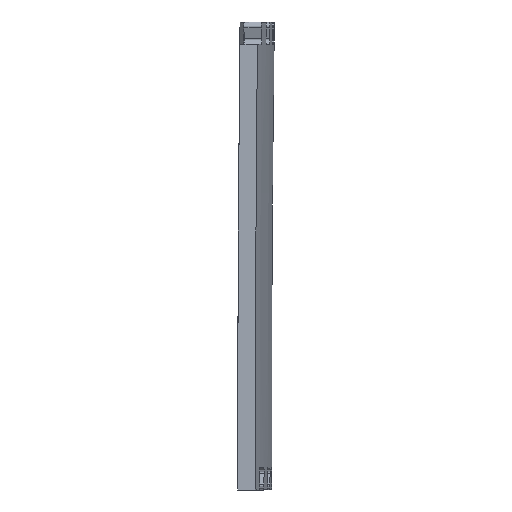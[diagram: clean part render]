
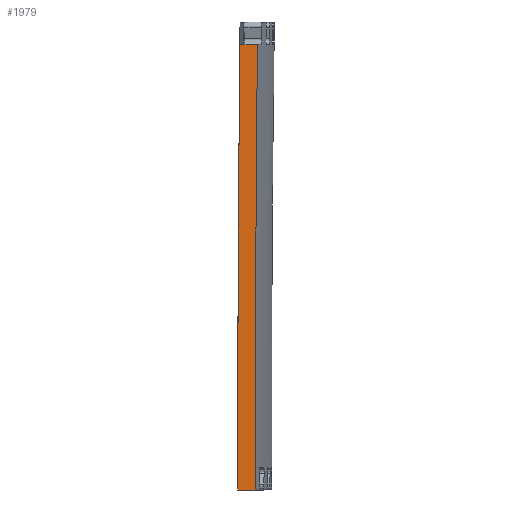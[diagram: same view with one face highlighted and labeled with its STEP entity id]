
A CAD part, left-side view. The second image highlights one B-rep face of the part: STEP entity #1979.
In plain terms, the highlighted planar face has unit normal (-1, 0, 0).
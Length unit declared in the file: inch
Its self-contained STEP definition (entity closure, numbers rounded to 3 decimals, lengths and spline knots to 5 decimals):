
#25=CIRCLE('',#2111,1000.);
#26=CIRCLE('',#2112,1000.3937);
#124=FACE_OUTER_BOUND('',#233,.T.);
#233=EDGE_LOOP('',(#1422,#1423,#1424,#1425));
#311=LINE('',#2795,#417);
#344=LINE('',#3512,#450);
#417=VECTOR('',#2219,0.3937);
#450=VECTOR('',#2320,0.3937);
#738=VERTEX_POINT('',#2785);
#739=VERTEX_POINT('',#2790);
#804=VERTEX_POINT('',#3509);
#805=VERTEX_POINT('',#3511);
#963=EDGE_CURVE('',#738,#739,#311,.T.);
#1060=EDGE_CURVE('',#739,#804,#25,.T.);
#1061=EDGE_CURVE('',#804,#805,#344,.T.);
#1062=EDGE_CURVE('',#738,#805,#26,.T.);
#1422=ORIENTED_EDGE('',*,*,#963,.T.);
#1423=ORIENTED_EDGE('',*,*,#1060,.T.);
#1424=ORIENTED_EDGE('',*,*,#1061,.T.);
#1425=ORIENTED_EDGE('',*,*,#1062,.F.);
#1901=PLANE('',#2110);
#1979=ADVANCED_FACE('',(#124),#1901,.T.);
#2110=AXIS2_PLACEMENT_3D('',#3508,#2316,#2317);
#2111=AXIS2_PLACEMENT_3D('',#3510,#2318,#2319);
#2112=AXIS2_PLACEMENT_3D('',#3513,#2321,#2322);
#2219=DIRECTION('',(0.,-1.,0.));
#2316=DIRECTION('center_axis',(-1.,0.,0.));
#2317=DIRECTION('ref_axis',(0.,0.,1.));
#2318=DIRECTION('center_axis',(1.,0.,0.));
#2319=DIRECTION('ref_axis',(0.,0.,-1.));
#2320=DIRECTION('',(0.,1.,0.));
#2321=DIRECTION('center_axis',(1.,0.,0.));
#2322=DIRECTION('ref_axis',(0.,0.,-1.));
#2785=CARTESIAN_POINT('',(-4.75,0.39367,-0.25));
#2790=CARTESIAN_POINT('',(-4.75,-0.00003,-0.25));
#2795=CARTESIAN_POINT('',(-4.75,0.42595,-0.25));
#3508=CARTESIAN_POINT('Origin',(-4.75,0.3937,0.));
#3509=CARTESIAN_POINT('',(-4.75,-0.04753,9.75));
#3510=CARTESIAN_POINT('Origin',(-4.75,-1000.,0.));
#3511=CARTESIAN_POINT('',(-4.75,0.34619,9.75));
#3512=CARTESIAN_POINT('',(-4.75,0.42595,9.75));
#3513=CARTESIAN_POINT('Origin',(-4.75,-1000.,0.));
